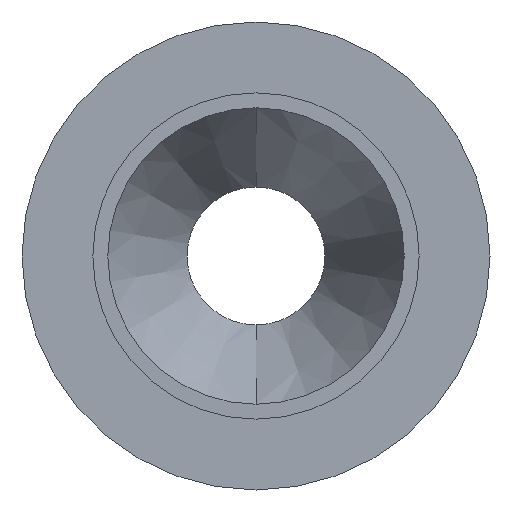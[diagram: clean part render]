
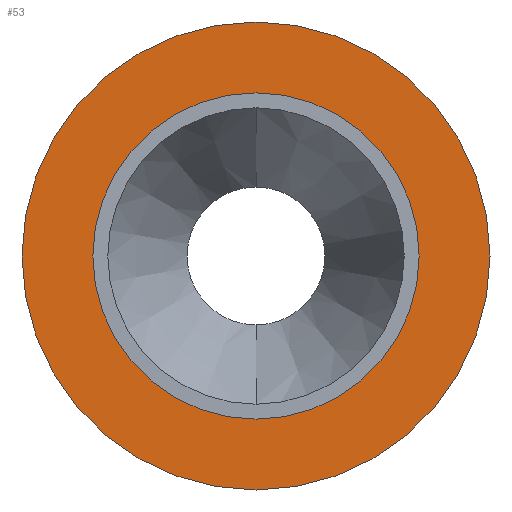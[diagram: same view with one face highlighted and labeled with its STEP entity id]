
A CAD part, front view. The second image highlights one B-rep face of the part: STEP entity #53.
In plain terms, the highlighted planar face has unit normal (0, -1, 0).
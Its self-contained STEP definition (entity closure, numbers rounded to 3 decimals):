
#2 = DIRECTION ( 'NONE',  ( 0., 1., 0. ) ) ;
#6 = EDGE_CURVE ( 'NONE', #456, #447, #243, .T. ) ;
#13 = DIRECTION ( 'NONE',  ( 0., 0., -1. ) ) ;
#20 = ORIENTED_EDGE ( 'NONE', *, *, #699, .T. ) ;
#42 = DIRECTION ( 'NONE',  ( 0., 0., -1. ) ) ;
#53 = ADVANCED_FACE ( 'NONE', ( #533, #70 ), #203, .F. ) ;
#69 = DIRECTION ( 'NONE',  ( 0., 0., 1. ) ) ;
#70 = FACE_OUTER_BOUND ( 'NONE', #803, .T. ) ;
#78 = DIRECTION ( 'NONE',  ( 0., -1., 0. ) ) ;
#111 = CARTESIAN_POINT ( 'NONE',  ( 0., 0., 0. ) ) ;
#123 = EDGE_CURVE ( 'NONE', #776, #576, #206, .T. ) ;
#144 = DIRECTION ( 'NONE',  ( 0., -1., 0. ) ) ;
#203 = PLANE ( 'NONE',  #242 ) ;
#206 = CIRCLE ( 'NONE', #716, 37.5 ) ;
#208 = EDGE_CURVE ( 'NONE', #447, #456, #671, .T. ) ;
#242 = AXIS2_PLACEMENT_3D ( 'NONE', #646, #2, #69 ) ;
#243 = CIRCLE ( 'NONE', #319, 26.15 ) ;
#291 = DIRECTION ( 'NONE',  ( 0., 0., -1. ) ) ;
#295 = AXIS2_PLACEMENT_3D ( 'NONE', #297, #78, #42 ) ;
#297 = CARTESIAN_POINT ( 'NONE',  ( 0., 0., 0. ) ) ;
#301 = ORIENTED_EDGE ( 'NONE', *, *, #123, .T. ) ;
#319 = AXIS2_PLACEMENT_3D ( 'NONE', #111, #553, #692 ) ;
#340 = EDGE_LOOP ( 'NONE', ( #527, #690 ) ) ;
#415 = CARTESIAN_POINT ( 'NONE',  ( 0., 0., -26.15 ) ) ;
#432 = CARTESIAN_POINT ( 'NONE',  ( 0., 0., 0. ) ) ;
#438 = CARTESIAN_POINT ( 'NONE',  ( 0., 0., 0. ) ) ;
#440 = CARTESIAN_POINT ( 'NONE',  ( 0., 0., 37.5 ) ) ;
#447 = VERTEX_POINT ( 'NONE', #474 ) ;
#456 = VERTEX_POINT ( 'NONE', #415 ) ;
#474 = CARTESIAN_POINT ( 'NONE',  ( 0., 0., 26.15 ) ) ;
#491 = CIRCLE ( 'NONE', #634, 37.5 ) ;
#527 = ORIENTED_EDGE ( 'NONE', *, *, #6, .F. ) ;
#533 = FACE_BOUND ( 'NONE', #340, .T. ) ;
#553 = DIRECTION ( 'NONE',  ( 0., -1., 0. ) ) ;
#576 = VERTEX_POINT ( 'NONE', #440 ) ;
#586 = CARTESIAN_POINT ( 'NONE',  ( 0., 0., -37.5 ) ) ;
#634 = AXIS2_PLACEMENT_3D ( 'NONE', #438, #144, #13 ) ;
#646 = CARTESIAN_POINT ( 'NONE',  ( -26.15, 0., 0. ) ) ;
#671 = CIRCLE ( 'NONE', #295, 26.15 ) ;
#690 = ORIENTED_EDGE ( 'NONE', *, *, #208, .F. ) ;
#692 = DIRECTION ( 'NONE',  ( 0., 0., -1. ) ) ;
#699 = EDGE_CURVE ( 'NONE', #576, #776, #491, .T. ) ;
#716 = AXIS2_PLACEMENT_3D ( 'NONE', #432, #793, #291 ) ;
#776 = VERTEX_POINT ( 'NONE', #586 ) ;
#793 = DIRECTION ( 'NONE',  ( 0., -1., 0. ) ) ;
#803 = EDGE_LOOP ( 'NONE', ( #301, #20 ) ) ;
